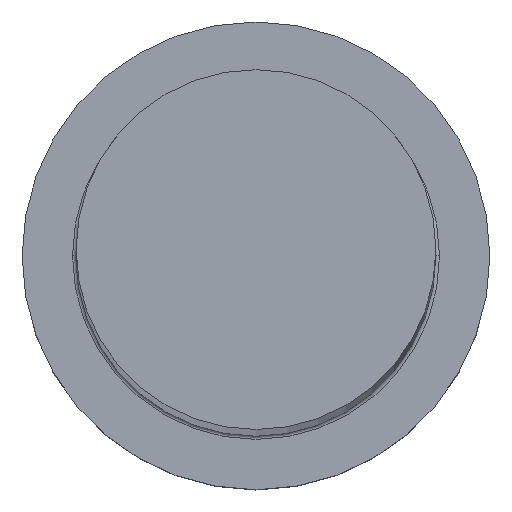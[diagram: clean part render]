
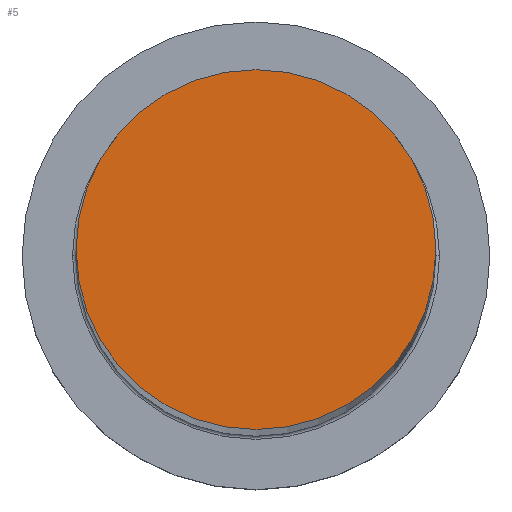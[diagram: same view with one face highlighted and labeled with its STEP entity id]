
A CAD part, top view. The second image highlights one B-rep face of the part: STEP entity #5.
In plain terms, the highlighted planar face has unit normal (0, 0, 1).
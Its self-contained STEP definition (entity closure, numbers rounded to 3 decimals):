
#5 = ADVANCED_FACE ( 'NONE', ( #178 ), #16, .T. ) ;
#9 = VERTEX_POINT ( 'NONE', #43 ) ;
#16 = PLANE ( 'NONE',  #286 ) ;
#22 = DIRECTION ( 'NONE',  ( 0., 0., 1. ) ) ;
#25 = CIRCLE ( 'NONE', #198, 10. ) ;
#38 = EDGE_LOOP ( 'NONE', ( #83, #194 ) ) ;
#40 = CARTESIAN_POINT ( 'NONE',  ( 0., 0., 208. ) ) ;
#43 = CARTESIAN_POINT ( 'NONE',  ( -10., 0., 208. ) ) ;
#44 = EDGE_CURVE ( 'NONE', #294, #9, #126, .T. ) ;
#83 = ORIENTED_EDGE ( 'NONE', *, *, #89, .T. ) ;
#89 = EDGE_CURVE ( 'NONE', #9, #294, #25, .T. ) ;
#96 = CARTESIAN_POINT ( 'NONE',  ( 0., 0., 208. ) ) ;
#113 = DIRECTION ( 'NONE',  ( 1., 0., 0. ) ) ;
#126 = CIRCLE ( 'NONE', #238, 10. ) ;
#130 = DIRECTION ( 'NONE',  ( 0., 0., 1. ) ) ;
#162 = DIRECTION ( 'NONE',  ( 1., 0., 0. ) ) ;
#175 = DIRECTION ( 'NONE',  ( 1., 0., 0. ) ) ;
#178 = FACE_OUTER_BOUND ( 'NONE', #38, .T. ) ;
#180 = DIRECTION ( 'NONE',  ( 0., 0., 1. ) ) ;
#194 = ORIENTED_EDGE ( 'NONE', *, *, #44, .T. ) ;
#198 = AXIS2_PLACEMENT_3D ( 'NONE', #96, #22, #162 ) ;
#231 = CARTESIAN_POINT ( 'NONE',  ( 0., 0., 208. ) ) ;
#238 = AXIS2_PLACEMENT_3D ( 'NONE', #40, #180, #113 ) ;
#246 = CARTESIAN_POINT ( 'NONE',  ( 10., 0., 208. ) ) ;
#286 = AXIS2_PLACEMENT_3D ( 'NONE', #231, #130, #175 ) ;
#294 = VERTEX_POINT ( 'NONE', #246 ) ;
